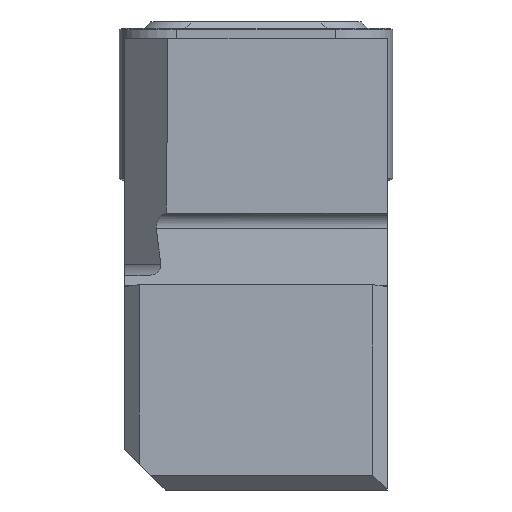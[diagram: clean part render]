
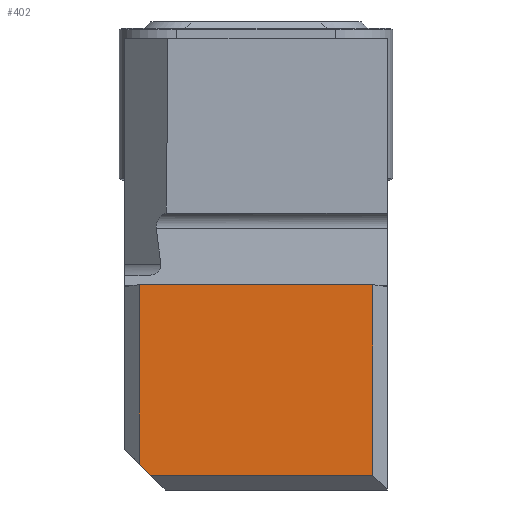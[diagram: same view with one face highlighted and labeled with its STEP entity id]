
A CAD part, left-side view. The second image highlights one B-rep face of the part: STEP entity #402.
In plain terms, the highlighted planar face has unit normal (-1, 0, 0).
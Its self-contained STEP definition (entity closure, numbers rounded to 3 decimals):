
#258=FACE_OUTER_BOUND('',#724,.T.);
#402=ADVANCED_FACE('',(#258),#483,.T.);
#483=PLANE('',#3051);
#724=EDGE_LOOP('',(#1507,#1508,#1509,#1510,#1511));
#1507=ORIENTED_EDGE('',*,*,#2222,.T.);
#1508=ORIENTED_EDGE('',*,*,#2223,.F.);
#1509=ORIENTED_EDGE('',*,*,#2224,.F.);
#1510=ORIENTED_EDGE('',*,*,#2225,.F.);
#1511=ORIENTED_EDGE('',*,*,#2226,.F.);
#1834=VERTEX_POINT('',#4647);
#1835=VERTEX_POINT('',#4648);
#1836=VERTEX_POINT('',#4650);
#1837=VERTEX_POINT('',#4652);
#1838=VERTEX_POINT('',#4654);
#2222=EDGE_CURVE('',#1834,#1835,#2508,.T.);
#2223=EDGE_CURVE('',#1836,#1835,#2509,.T.);
#2224=EDGE_CURVE('',#1837,#1836,#2510,.T.);
#2225=EDGE_CURVE('',#1838,#1837,#2511,.T.);
#2226=EDGE_CURVE('',#1834,#1838,#2512,.T.);
#2508=LINE('',#4646,#2792);
#2509=LINE('',#4649,#2793);
#2510=LINE('',#4651,#2794);
#2511=LINE('',#4653,#2795);
#2512=LINE('',#4655,#2796);
#2792=VECTOR('',#3803,1.);
#2793=VECTOR('',#3804,1.);
#2794=VECTOR('',#3805,1.);
#2795=VECTOR('',#3806,1.);
#2796=VECTOR('',#3807,1.);
#3051=AXIS2_PLACEMENT_3D('',#4656,#3808,#3809);
#3803=DIRECTION('',(0.,1.,0.));
#3804=DIRECTION('',(0.,0.,1.));
#3805=DIRECTION('',(0.,0.707,0.707));
#3806=DIRECTION('',(0.,1.,0.));
#3807=DIRECTION('',(0.,0.,-1.));
#3808=DIRECTION('',(-1.,0.,0.));
#3809=DIRECTION('',(0.,0.,1.));
#4646=CARTESIAN_POINT('',(-43.,-80.813,-17.726));
#4647=CARTESIAN_POINT('',(-43.,1.4,-17.726));
#4648=CARTESIAN_POINT('',(-43.,17.65,-17.726));
#4649=CARTESIAN_POINT('',(-43.,17.65,-0.6));
#4650=CARTESIAN_POINT('',(-43.,17.65,-30.2));
#4651=CARTESIAN_POINT('',(-43.,23.825,-24.025));
#4652=CARTESIAN_POINT('',(-43.,16.85,-31.));
#4653=CARTESIAN_POINT('',(-43.,0.4,-31.));
#4654=CARTESIAN_POINT('',(-43.,1.4,-31.));
#4655=CARTESIAN_POINT('',(-43.,1.4,-32.));
#4656=CARTESIAN_POINT('',(-43.,0.4,-0.6));
